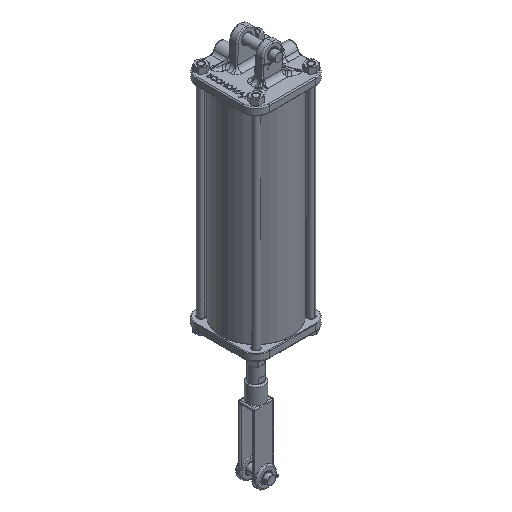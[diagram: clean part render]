
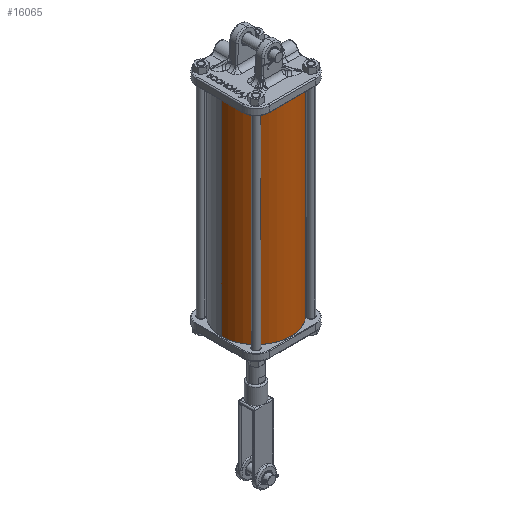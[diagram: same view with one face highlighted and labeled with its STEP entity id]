
A CAD part, isometric view. The second image highlights one B-rep face of the part: STEP entity #16065.
In plain terms, the highlighted cylindrical face has radius 66.675 mm (diameter 133.35 mm), a partial arc.
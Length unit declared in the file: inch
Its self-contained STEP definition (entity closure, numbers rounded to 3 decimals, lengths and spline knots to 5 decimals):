
#1414 = CARTESIAN_POINT ( 'NONE',  ( 0., 0., 15.75 ) ) ;
#1501 = DIRECTION ( 'NONE',  ( -1., 0., 0. ) ) ;
#6185 = EDGE_CURVE ( 'NONE', #38627, #30443, #25007, .T. ) ;
#6921 = CARTESIAN_POINT ( 'NONE',  ( 0., 0., 0. ) ) ;
#7628 = CIRCLE ( 'NONE', #33672, 2.625 ) ;
#11531 = ORIENTED_EDGE ( 'NONE', *, *, #17299, .F. ) ;
#12639 = DIRECTION ( 'NONE',  ( 0., 0., -1. ) ) ;
#13104 = CARTESIAN_POINT ( 'NONE',  ( 2.625, 0., 15.75 ) ) ;
#14122 = VECTOR ( 'NONE', #31061, 39.37008 ) ;
#14171 = CIRCLE ( 'NONE', #20111, 2.625 ) ;
#14666 = EDGE_CURVE ( 'NONE', #30443, #17309, #7628, .T. ) ;
#16065 = ADVANCED_FACE ( 'NONE', ( #16198 ), #23186, .T. ) ;
#16198 = FACE_OUTER_BOUND ( 'NONE', #19083, .T. ) ;
#17299 = EDGE_CURVE ( 'NONE', #41264, #17309, #44569, .T. ) ;
#17309 = VERTEX_POINT ( 'NONE', #44338 ) ;
#19083 = EDGE_LOOP ( 'NONE', ( #11531, #38013, #23772, #30816 ) ) ;
#19151 = DIRECTION ( 'NONE',  ( 1., 0., 0. ) ) ;
#20111 = AXIS2_PLACEMENT_3D ( 'NONE', #1414, #28955, #19151 ) ;
#22725 = DIRECTION ( 'NONE',  ( 0., 0., -1. ) ) ;
#22933 = EDGE_CURVE ( 'NONE', #38627, #41264, #14171, .T. ) ;
#23186 = CYLINDRICAL_SURFACE ( 'NONE', #38977, 2.625 ) ;
#23772 = ORIENTED_EDGE ( 'NONE', *, *, #6185, .T. ) ;
#24880 = DIRECTION ( 'NONE',  ( 0., 0., 1. ) ) ;
#25007 = LINE ( 'NONE', #35704, #14122 ) ;
#25630 = CARTESIAN_POINT ( 'NONE',  ( -2.625, 0., 15.75 ) ) ;
#28118 = CARTESIAN_POINT ( 'NONE',  ( -2.625, 0., 0. ) ) ;
#28955 = DIRECTION ( 'NONE',  ( 0., 0., 1. ) ) ;
#30402 = CARTESIAN_POINT ( 'NONE',  ( 0., 0., 15.75 ) ) ;
#30443 = VERTEX_POINT ( 'NONE', #28118 ) ;
#30816 = ORIENTED_EDGE ( 'NONE', *, *, #14666, .T. ) ;
#31061 = DIRECTION ( 'NONE',  ( 0., 0., -1. ) ) ;
#33672 = AXIS2_PLACEMENT_3D ( 'NONE', #6921, #24880, #35584 ) ;
#35584 = DIRECTION ( 'NONE',  ( 1., 0., 0. ) ) ;
#35704 = CARTESIAN_POINT ( 'NONE',  ( -2.625, 0., 15.75 ) ) ;
#35940 = CARTESIAN_POINT ( 'NONE',  ( 2.625, 0., 15.75 ) ) ;
#38013 = ORIENTED_EDGE ( 'NONE', *, *, #22933, .F. ) ;
#38299 = VECTOR ( 'NONE', #12639, 39.37008 ) ;
#38627 = VERTEX_POINT ( 'NONE', #25630 ) ;
#38977 = AXIS2_PLACEMENT_3D ( 'NONE', #30402, #22725, #1501 ) ;
#41264 = VERTEX_POINT ( 'NONE', #35940 ) ;
#44338 = CARTESIAN_POINT ( 'NONE',  ( 2.625, 0., 0. ) ) ;
#44569 = LINE ( 'NONE', #13104, #38299 ) ;
